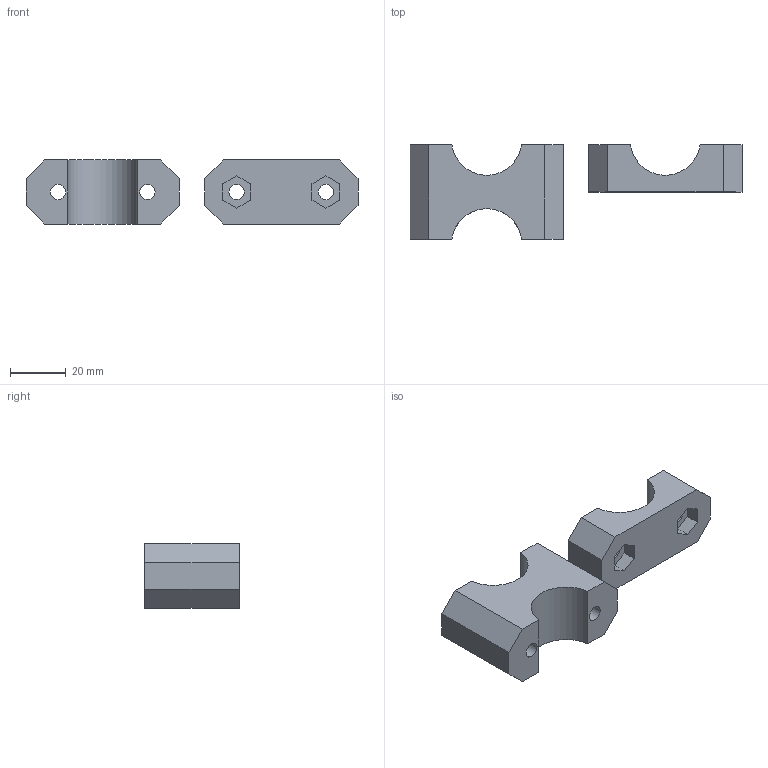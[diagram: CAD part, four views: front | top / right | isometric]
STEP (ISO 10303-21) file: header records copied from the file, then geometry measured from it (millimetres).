
FILE_DESCRIPTION(/* description */ (''),/* implementation_level */ '2;1');
FILE_NAME(/* name */ 'Cunha em H e C v2.step',/* time_stamp */ '2024-10-22T14:03:25-03:00',/* author */ (''),/* organization */ (''),/* preprocessor_version */ 'ST-DEVELOPER v20',/* originating_system */ 'Autodesk Translation Framework v13.20.0.188',/* authorisation */ '');
FILE_SCHEMA (('AUTOMOTIVE_DESIGN { 1 0 10303 214 3 1 1 }'));
Length unit declared in the file: millimetre
Products named in the file (1): Cunha em H e C
Bounding box: 119 x 34 x 23 mm (x, y, z)
Volume: 42400 mm3; surface area: 13123.8 mm2
Topology: 2 solids, 2 shells, 44 faces, 114 edges, 76 vertices
Faces by surface type: plane 37, cylinder 7
Full cylindrical faces by diameter (mm): 5.5 x4
Entity records: 1380 total; most frequent: CARTESIAN_POINT 235, ORIENTED_EDGE 228, DIRECTION 218, EDGE_CURVE 114, LINE 100, VECTOR 100, VERTEX_POINT 76, AXIS2_PLACEMENT_3D 59
